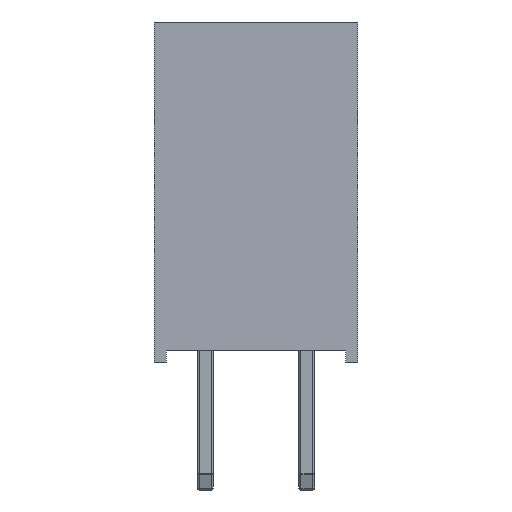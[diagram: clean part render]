
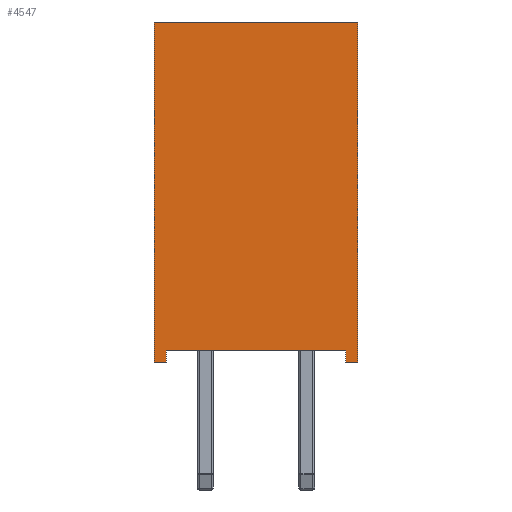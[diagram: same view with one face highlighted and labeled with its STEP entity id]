
A CAD part, left-side view. The second image highlights one B-rep face of the part: STEP entity #4547.
In plain terms, the highlighted planar face has unit normal (-1, 0, 0).
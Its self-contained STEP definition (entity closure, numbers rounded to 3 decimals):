
#574=FACE_OUTER_BOUND('',#864,.T.);
#864=EDGE_LOOP('',(#2924,#2925,#2926,#2927,#2928,#2929,#2930,#2931));
#1186=LINE('',#7069,#1534);
#1187=LINE('',#7072,#1535);
#1189=LINE('',#7076,#1537);
#1190=LINE('',#7078,#1538);
#1191=LINE('',#7080,#1539);
#1192=LINE('',#7082,#1540);
#1193=LINE('',#7084,#1541);
#1194=LINE('',#7085,#1542);
#1534=VECTOR('',#5516,10.);
#1535=VECTOR('',#5519,10.);
#1537=VECTOR('',#5523,10.);
#1538=VECTOR('',#5524,10.);
#1539=VECTOR('',#5525,10.);
#1540=VECTOR('',#5526,10.);
#1541=VECTOR('',#5527,10.);
#1542=VECTOR('',#5528,10.);
#1880=VERTEX_POINT('',#7065);
#1881=VERTEX_POINT('',#7067);
#1882=VERTEX_POINT('',#7071);
#1883=VERTEX_POINT('',#7075);
#1884=VERTEX_POINT('',#7077);
#1885=VERTEX_POINT('',#7079);
#1886=VERTEX_POINT('',#7081);
#1887=VERTEX_POINT('',#7083);
#2258=EDGE_CURVE('',#1880,#1881,#1186,.T.);
#2259=EDGE_CURVE('',#1882,#1880,#1187,.T.);
#2261=EDGE_CURVE('',#1881,#1883,#1189,.T.);
#2262=EDGE_CURVE('',#1883,#1884,#1190,.T.);
#2263=EDGE_CURVE('',#1884,#1885,#1191,.T.);
#2264=EDGE_CURVE('',#1885,#1886,#1192,.T.);
#2265=EDGE_CURVE('',#1887,#1886,#1193,.T.);
#2266=EDGE_CURVE('',#1882,#1887,#1194,.T.);
#2924=ORIENTED_EDGE('',*,*,#2261,.T.);
#2925=ORIENTED_EDGE('',*,*,#2262,.T.);
#2926=ORIENTED_EDGE('',*,*,#2263,.T.);
#2927=ORIENTED_EDGE('',*,*,#2264,.T.);
#2928=ORIENTED_EDGE('',*,*,#2265,.F.);
#2929=ORIENTED_EDGE('',*,*,#2266,.F.);
#2930=ORIENTED_EDGE('',*,*,#2259,.T.);
#2931=ORIENTED_EDGE('',*,*,#2258,.T.);
#4218=PLANE('',#4891);
#4547=ADVANCED_FACE('',(#574),#4218,.T.);
#4891=AXIS2_PLACEMENT_3D('',#7074,#5521,#5522);
#5516=DIRECTION('',(0.,0.,1.));
#5519=DIRECTION('',(0.,-1.,0.));
#5521=DIRECTION('center_axis',(-1.,0.,0.));
#5522=DIRECTION('ref_axis',(0.,-1.,0.));
#5523=DIRECTION('',(0.,-1.,0.));
#5524=DIRECTION('',(0.,0.,-1.));
#5525=DIRECTION('',(0.,-1.,0.));
#5526=DIRECTION('',(0.,0.,1.));
#5527=DIRECTION('',(0.,-1.,0.));
#5528=DIRECTION('',(0.,0.,1.));
#7065=CARTESIAN_POINT('',(-1.27,3.51,0.));
#7067=CARTESIAN_POINT('',(-1.27,3.51,0.3));
#7069=CARTESIAN_POINT('',(-1.27,3.51,0.));
#7071=CARTESIAN_POINT('',(-1.27,3.81,0.));
#7072=CARTESIAN_POINT('',(-1.27,3.81,0.));
#7074=CARTESIAN_POINT('Origin',(-1.27,1.27,0.));
#7075=CARTESIAN_POINT('',(-1.27,-0.97,0.3));
#7076=CARTESIAN_POINT('',(-1.27,1.27,0.3));
#7077=CARTESIAN_POINT('',(-1.27,-0.97,0.));
#7078=CARTESIAN_POINT('',(-1.27,-0.97,0.));
#7079=CARTESIAN_POINT('',(-1.27,-1.27,0.));
#7080=CARTESIAN_POINT('',(-1.27,1.27,0.));
#7081=CARTESIAN_POINT('',(-1.27,-1.27,8.5));
#7082=CARTESIAN_POINT('',(-1.27,-1.27,0.));
#7083=CARTESIAN_POINT('',(-1.27,3.81,8.5));
#7084=CARTESIAN_POINT('',(-1.27,3.81,8.5));
#7085=CARTESIAN_POINT('',(-1.27,3.81,0.));
